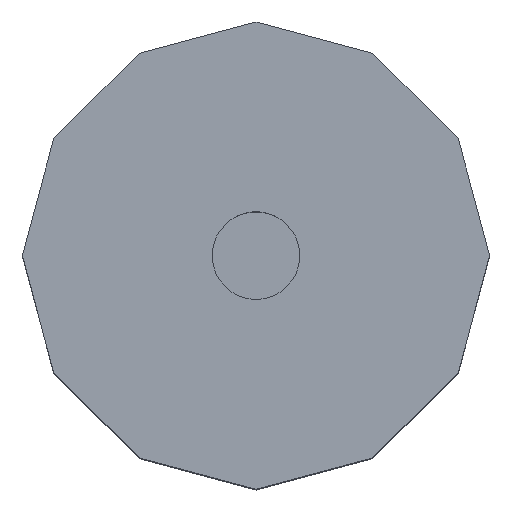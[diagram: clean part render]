
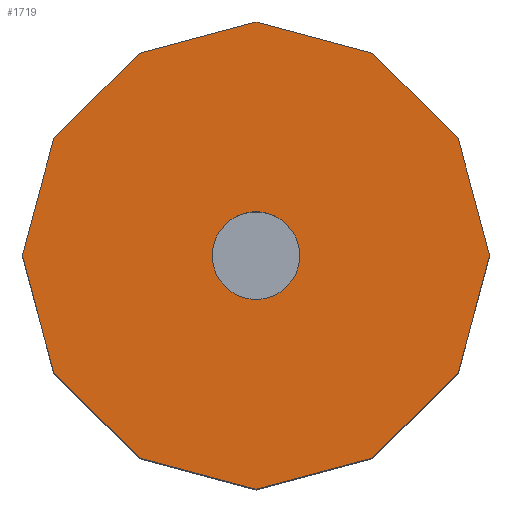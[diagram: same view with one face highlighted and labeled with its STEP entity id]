
A CAD part, top view. The second image highlights one B-rep face of the part: STEP entity #1719.
In plain terms, the highlighted planar face has unit normal (0, 0, 1).
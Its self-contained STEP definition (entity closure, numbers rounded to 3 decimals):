
#15=FACE_BOUND('',#148,.T.);
#17=CIRCLE('',#1855,2.25);
#34=FACE_OUTER_BOUND('',#147,.T.);
#147=EDGE_LOOP('',(#1171,#1172,#1173,#1174,#1175,#1176,#1177,#1178,#1179,
#1180,#1181,#1182));
#148=EDGE_LOOP('',(#1183));
#285=LINE('',#2512,#526);
#286=LINE('',#2514,#527);
#287=LINE('',#2516,#528);
#288=LINE('',#2518,#529);
#289=LINE('',#2520,#530);
#290=LINE('',#2522,#531);
#291=LINE('',#2524,#532);
#292=LINE('',#2526,#533);
#293=LINE('',#2528,#534);
#294=LINE('',#2530,#535);
#295=LINE('',#2532,#536);
#296=LINE('',#2533,#537);
#526=VECTOR('',#2029,10.);
#527=VECTOR('',#2030,10.);
#528=VECTOR('',#2031,10.);
#529=VECTOR('',#2032,10.);
#530=VECTOR('',#2033,10.);
#531=VECTOR('',#2034,10.);
#532=VECTOR('',#2035,10.);
#533=VECTOR('',#2036,10.);
#534=VECTOR('',#2037,10.);
#535=VECTOR('',#2038,10.);
#536=VECTOR('',#2039,10.);
#537=VECTOR('',#2040,10.);
#754=VERTEX_POINT('',#2504);
#756=VERTEX_POINT('',#2510);
#757=VERTEX_POINT('',#2511);
#758=VERTEX_POINT('',#2513);
#759=VERTEX_POINT('',#2515);
#760=VERTEX_POINT('',#2517);
#761=VERTEX_POINT('',#2519);
#762=VERTEX_POINT('',#2521);
#763=VERTEX_POINT('',#2523);
#764=VERTEX_POINT('',#2525);
#765=VERTEX_POINT('',#2527);
#766=VERTEX_POINT('',#2529);
#767=VERTEX_POINT('',#2531);
#900=EDGE_CURVE('',#754,#754,#17,.T.);
#903=EDGE_CURVE('',#756,#757,#285,.T.);
#904=EDGE_CURVE('',#757,#758,#286,.T.);
#905=EDGE_CURVE('',#758,#759,#287,.T.);
#906=EDGE_CURVE('',#759,#760,#288,.T.);
#907=EDGE_CURVE('',#760,#761,#289,.T.);
#908=EDGE_CURVE('',#761,#762,#290,.T.);
#909=EDGE_CURVE('',#762,#763,#291,.T.);
#910=EDGE_CURVE('',#763,#764,#292,.T.);
#911=EDGE_CURVE('',#764,#765,#293,.T.);
#912=EDGE_CURVE('',#765,#766,#294,.T.);
#913=EDGE_CURVE('',#766,#767,#295,.T.);
#914=EDGE_CURVE('',#767,#756,#296,.T.);
#1171=ORIENTED_EDGE('',*,*,#903,.T.);
#1172=ORIENTED_EDGE('',*,*,#904,.T.);
#1173=ORIENTED_EDGE('',*,*,#905,.T.);
#1174=ORIENTED_EDGE('',*,*,#906,.T.);
#1175=ORIENTED_EDGE('',*,*,#907,.T.);
#1176=ORIENTED_EDGE('',*,*,#908,.T.);
#1177=ORIENTED_EDGE('',*,*,#909,.T.);
#1178=ORIENTED_EDGE('',*,*,#910,.T.);
#1179=ORIENTED_EDGE('',*,*,#911,.T.);
#1180=ORIENTED_EDGE('',*,*,#912,.T.);
#1181=ORIENTED_EDGE('',*,*,#913,.T.);
#1182=ORIENTED_EDGE('',*,*,#914,.T.);
#1183=ORIENTED_EDGE('',*,*,#900,.T.);
#1606=PLANE('',#1857);
#1719=ADVANCED_FACE('',(#34,#15),#1606,.T.);
#1855=AXIS2_PLACEMENT_3D('',#2505,#2022,#2023);
#1857=AXIS2_PLACEMENT_3D('',#2509,#2027,#2028);
#2022=DIRECTION('center_axis',(0.,0.,-1.));
#2023=DIRECTION('ref_axis',(0.707,0.707,0.));
#2027=DIRECTION('center_axis',(0.,0.,1.));
#2028=DIRECTION('ref_axis',(1.,0.,0.));
#2029=DIRECTION('',(-0.707,-0.707,0.));
#2030=DIRECTION('',(-0.259,-0.966,0.));
#2031=DIRECTION('',(0.259,-0.966,0.));
#2032=DIRECTION('',(0.707,-0.707,0.));
#2033=DIRECTION('',(0.966,-0.259,0.));
#2034=DIRECTION('',(0.966,0.259,0.));
#2035=DIRECTION('',(0.707,0.707,0.));
#2036=DIRECTION('',(0.259,0.966,0.));
#2037=DIRECTION('',(-0.259,0.966,0.));
#2038=DIRECTION('',(-0.707,0.707,0.));
#2039=DIRECTION('',(-0.966,0.259,0.));
#2040=DIRECTION('',(-0.966,-0.259,0.));
#2504=CARTESIAN_POINT('',(-1.591,-1.591,23.));
#2505=CARTESIAN_POINT('Origin',(0.,0.,23.));
#2509=CARTESIAN_POINT('Origin',(0.,0.,
23.));
#2510=CARTESIAN_POINT('',(-6.,10.392,23.));
#2511=CARTESIAN_POINT('',(-10.392,6.,23.));
#2512=CARTESIAN_POINT('',(-6.,10.392,23.));
#2513=CARTESIAN_POINT('',(-12.,0.,23.));
#2514=CARTESIAN_POINT('',(-10.392,6.,23.));
#2515=CARTESIAN_POINT('',(-10.392,-6.,23.));
#2516=CARTESIAN_POINT('',(-12.,0.,23.));
#2517=CARTESIAN_POINT('',(-6.,-10.392,23.));
#2518=CARTESIAN_POINT('',(-10.392,-6.,23.));
#2519=CARTESIAN_POINT('',(0.,-12.,23.));
#2520=CARTESIAN_POINT('',(-6.,-10.392,23.));
#2521=CARTESIAN_POINT('',(6.,-10.392,23.));
#2522=CARTESIAN_POINT('',(0.,-12.,23.));
#2523=CARTESIAN_POINT('',(10.392,-6.,23.));
#2524=CARTESIAN_POINT('',(6.,-10.392,23.));
#2525=CARTESIAN_POINT('',(12.,0.,23.));
#2526=CARTESIAN_POINT('',(10.392,-6.,23.));
#2527=CARTESIAN_POINT('',(10.392,6.,23.));
#2528=CARTESIAN_POINT('',(12.,0.,23.));
#2529=CARTESIAN_POINT('',(6.,10.392,23.));
#2530=CARTESIAN_POINT('',(10.392,6.,23.));
#2531=CARTESIAN_POINT('',(0.,12.,23.));
#2532=CARTESIAN_POINT('',(6.,10.392,23.));
#2533=CARTESIAN_POINT('',(0.,12.,23.));
